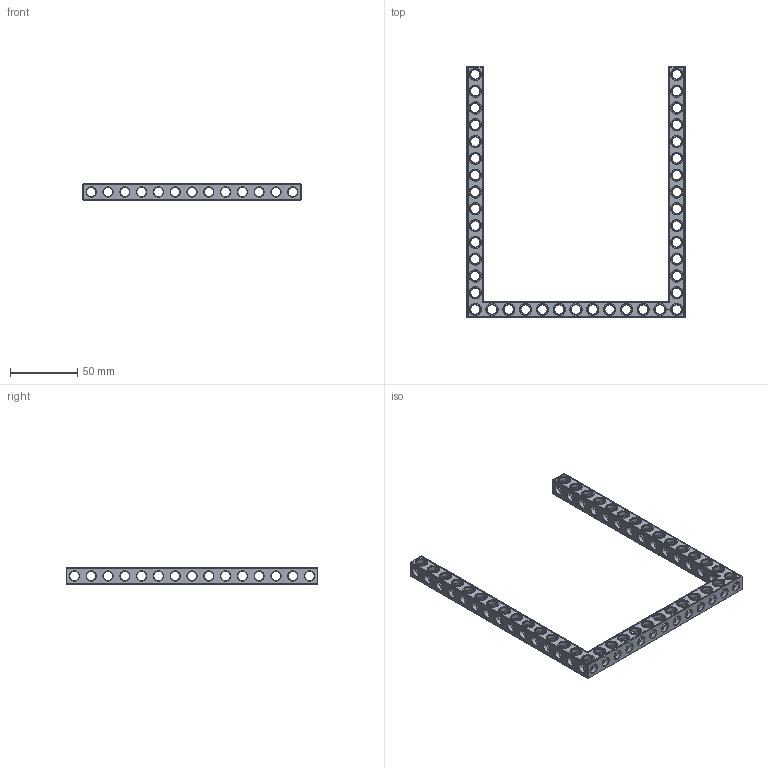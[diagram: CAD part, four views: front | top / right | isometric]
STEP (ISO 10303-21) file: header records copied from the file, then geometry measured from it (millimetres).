
FILE_DESCRIPTION(('FreeCAD Model'),'2;1');
FILE_NAME('Open CASCADE Shape Model','2022-02-26T22:31:28',('Author'),( ''),'Open CASCADE STEP processor 7.5','FreeCAD','Unknown');
FILE_SCHEMA(('AUTOMOTIVE_DESIGN { 1 0 10303 214 1 1 1 1 }'));
Products named in the file (1): Beam AGD ESS USH SYM BU13x15x01 - SPN-BEM-0512 (stemfie.org)
Bounding box: 162.5 x 187.5 x 12.5 mm (x, y, z)
Volume: 40064.1 mm3; surface area: 35756.3 mm2
Topology: 1 solids, 1 shells, 976 faces, 2996 edges, 1931 vertices
Faces by surface type: plane 419, cylinder 247, cone 166, extrusion 144
Full cylindrical faces by diameter (mm): 6.98 x32, 7 x174, 9.2 x41
Entity records: 221000 total; most frequent: CARTESIAN_POINT 165191, DIRECTION 9072, ORIENTED_EDGE 5992, PCURVE 5992, DEFINITIONAL_REPRESENTATION 5992, VECTOR 5541, LINE 5397, EDGE_CURVE 2996
